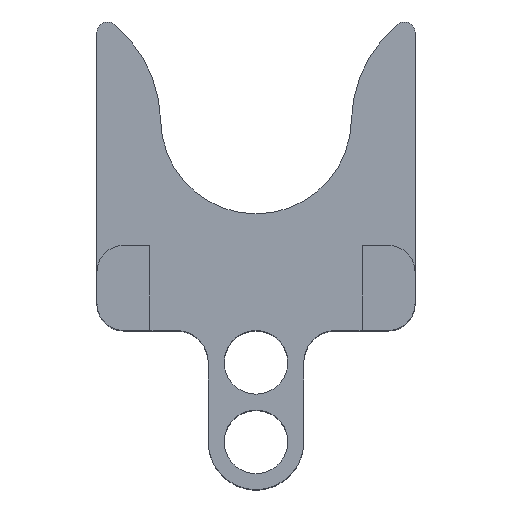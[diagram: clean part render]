
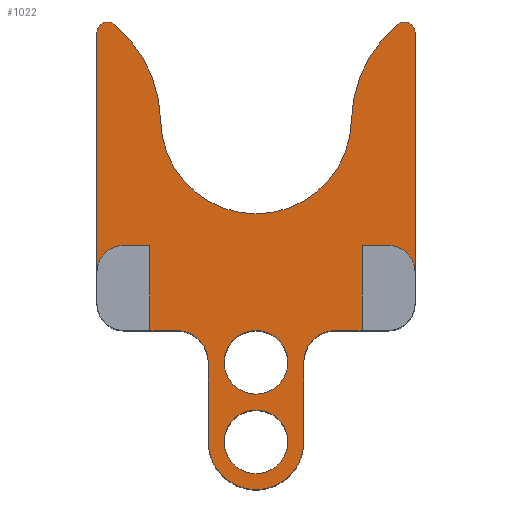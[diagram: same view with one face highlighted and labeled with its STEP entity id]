
A CAD part, top view. The second image highlights one B-rep face of the part: STEP entity #1022.
In plain terms, the highlighted planar face has unit normal (0, 0, 1).
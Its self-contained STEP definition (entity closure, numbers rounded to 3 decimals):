
#18=FACE_BOUND('',#139,.T.);
#19=FACE_BOUND('',#140,.T.);
#34=PLANE('',#1112);
#86=FACE_OUTER_BOUND('',#138,.T.);
#138=EDGE_LOOP('',(#833,#834,#835,#836,#837,#838,#839,#840,#841,#842,#843,
#844,#845,#846,#847,#848,#849,#850,#851,#852,#853,#854));
#139=EDGE_LOOP('',(#855));
#140=EDGE_LOOP('',(#856));
#174=LINE('',#1599,#253);
#204=LINE('',#1780,#283);
#210=LINE('',#1793,#289);
#218=LINE('',#1828,#297);
#223=LINE('',#1838,#302);
#224=LINE('',#1840,#303);
#225=LINE('',#1847,#304);
#226=LINE('',#1848,#305);
#253=VECTOR('',#1213,10.);
#283=VECTOR('',#1291,10.);
#289=VECTOR('',#1301,10.);
#297=VECTOR('',#1337,10.);
#302=VECTOR('',#1348,10.);
#303=VECTOR('',#1351,10.);
#304=VECTOR('',#1360,10.);
#305=VECTOR('',#1361,10.);
#321=CIRCLE('',#1047,300.);
#323=CIRCLE('',#1050,4.5);
#325=CIRCLE('',#1053,300.);
#328=CIRCLE('',#1057,4.5);
#329=CIRCLE('',#1059,3.);
#336=CIRCLE('',#1070,2.5);
#348=CIRCLE('',#1089,2.5);
#362=CIRCLE('',#1113,3.);
#363=CIRCLE('',#1114,4.5);
#364=CIRCLE('',#1115,3.);
#365=CIRCLE('',#1116,1.);
#366=CIRCLE('',#1117,12.);
#367=CIRCLE('',#1118,9.);
#368=CIRCLE('',#1119,12.);
#369=CIRCLE('',#1120,1.);
#370=CIRCLE('',#1121,3.);
#384=VERTEX_POINT('',#1459);
#385=VERTEX_POINT('',#1460);
#388=VERTEX_POINT('',#1468);
#390=VERTEX_POINT('',#1474);
#391=VERTEX_POINT('',#1475);
#394=VERTEX_POINT('',#1486);
#408=VERTEX_POINT('',#1596);
#409=VERTEX_POINT('',#1598);
#414=VERTEX_POINT('',#1610);
#449=VERTEX_POINT('',#1768);
#450=VERTEX_POINT('',#1770);
#453=VERTEX_POINT('',#1778);
#457=VERTEX_POINT('',#1790);
#458=VERTEX_POINT('',#1792);
#470=VERTEX_POINT('',#1825);
#471=VERTEX_POINT('',#1827);
#473=VERTEX_POINT('',#1836);
#474=VERTEX_POINT('',#1843);
#475=VERTEX_POINT('',#1846);
#476=VERTEX_POINT('',#1849);
#477=VERTEX_POINT('',#1851);
#478=VERTEX_POINT('',#1853);
#479=VERTEX_POINT('',#1855);
#480=VERTEX_POINT('',#1858);
#490=EDGE_CURVE('',#384,#385,#321,.T.);
#494=EDGE_CURVE('',#388,#385,#323,.T.);
#497=EDGE_CURVE('',#390,#391,#325,.T.);
#502=EDGE_CURVE('',#384,#391,#328,.T.);
#503=EDGE_CURVE('',#394,#394,#329,.T.);
#523=EDGE_CURVE('',#409,#408,#174,.T.);
#530=EDGE_CURVE('',#414,#408,#336,.F.);
#572=EDGE_CURVE('',#449,#450,#348,.F.);
#577=EDGE_CURVE('',#449,#453,#204,.T.);
#583=EDGE_CURVE('',#458,#457,#210,.T.);
#602=EDGE_CURVE('',#471,#470,#218,.T.);
#608=EDGE_CURVE('',#414,#473,#223,.T.);
#609=EDGE_CURVE('',#473,#458,#224,.T.);
#610=EDGE_CURVE('',#388,#457,#362,.T.);
#611=EDGE_CURVE('',#390,#474,#363,.T.);
#612=EDGE_CURVE('',#471,#474,#364,.T.);
#613=EDGE_CURVE('',#470,#475,#225,.T.);
#614=EDGE_CURVE('',#475,#450,#226,.T.);
#615=EDGE_CURVE('',#476,#453,#365,.T.);
#616=EDGE_CURVE('',#477,#476,#366,.T.);
#617=EDGE_CURVE('',#477,#478,#367,.T.);
#618=EDGE_CURVE('',#479,#478,#368,.T.);
#619=EDGE_CURVE('',#409,#479,#369,.T.);
#620=EDGE_CURVE('',#480,#480,#370,.T.);
#833=ORIENTED_EDGE('',*,*,#608,.T.);
#834=ORIENTED_EDGE('',*,*,#609,.T.);
#835=ORIENTED_EDGE('',*,*,#583,.T.);
#836=ORIENTED_EDGE('',*,*,#610,.F.);
#837=ORIENTED_EDGE('',*,*,#494,.T.);
#838=ORIENTED_EDGE('',*,*,#490,.F.);
#839=ORIENTED_EDGE('',*,*,#502,.T.);
#840=ORIENTED_EDGE('',*,*,#497,.F.);
#841=ORIENTED_EDGE('',*,*,#611,.T.);
#842=ORIENTED_EDGE('',*,*,#612,.F.);
#843=ORIENTED_EDGE('',*,*,#602,.T.);
#844=ORIENTED_EDGE('',*,*,#613,.T.);
#845=ORIENTED_EDGE('',*,*,#614,.T.);
#846=ORIENTED_EDGE('',*,*,#572,.F.);
#847=ORIENTED_EDGE('',*,*,#577,.T.);
#848=ORIENTED_EDGE('',*,*,#615,.F.);
#849=ORIENTED_EDGE('',*,*,#616,.F.);
#850=ORIENTED_EDGE('',*,*,#617,.T.);
#851=ORIENTED_EDGE('',*,*,#618,.F.);
#852=ORIENTED_EDGE('',*,*,#619,.F.);
#853=ORIENTED_EDGE('',*,*,#523,.T.);
#854=ORIENTED_EDGE('',*,*,#530,.F.);
#855=ORIENTED_EDGE('',*,*,#503,.T.);
#856=ORIENTED_EDGE('',*,*,#620,.F.);
#1022=ADVANCED_FACE('',(#86,#18,#19),#34,.T.);
#1047=AXIS2_PLACEMENT_3D('',#1461,#1160,#1161);
#1050=AXIS2_PLACEMENT_3D('',#1469,#1168,#1169);
#1053=AXIS2_PLACEMENT_3D('',#1476,#1175,#1176);
#1057=AXIS2_PLACEMENT_3D('',#1484,#1185,#1186);
#1059=AXIS2_PLACEMENT_3D('',#1487,#1189,#1190);
#1070=AXIS2_PLACEMENT_3D('',#1612,#1223,#1224);
#1089=AXIS2_PLACEMENT_3D('',#1771,#1282,#1283);
#1112=AXIS2_PLACEMENT_3D('',#1841,#1352,#1353);
#1113=AXIS2_PLACEMENT_3D('',#1842,#1354,#1355);
#1114=AXIS2_PLACEMENT_3D('',#1844,#1356,#1357);
#1115=AXIS2_PLACEMENT_3D('',#1845,#1358,#1359);
#1116=AXIS2_PLACEMENT_3D('',#1850,#1362,#1363);
#1117=AXIS2_PLACEMENT_3D('',#1852,#1364,#1365);
#1118=AXIS2_PLACEMENT_3D('',#1854,#1366,#1367);
#1119=AXIS2_PLACEMENT_3D('',#1856,#1368,#1369);
#1120=AXIS2_PLACEMENT_3D('',#1857,#1370,#1371);
#1121=AXIS2_PLACEMENT_3D('',#1859,#1372,#1373);
#1160=DIRECTION('center_axis',(0.,0.,1.));
#1161=DIRECTION('ref_axis',(1.,0.,0.));
#1168=DIRECTION('center_axis',(0.,0.,1.));
#1169=DIRECTION('ref_axis',(-0.745,0.667,0.));
#1175=DIRECTION('center_axis',(0.,0.,1.));
#1176=DIRECTION('ref_axis',(-1.,0.,0.));
#1185=DIRECTION('center_axis',(0.,0.,1.));
#1186=DIRECTION('ref_axis',(-0.553,0.833,0.));
#1189=DIRECTION('center_axis',(0.,0.,-1.));
#1190=DIRECTION('ref_axis',(-1.,0.,0.));
#1213=DIRECTION('',(0.,-1.,0.));
#1223=DIRECTION('center_axis',(0.,0.,-1.));
#1224=DIRECTION('ref_axis',(-0.707,0.707,0.));
#1282=DIRECTION('center_axis',(0.,0.,-1.));
#1283=DIRECTION('ref_axis',(0.707,0.707,0.));
#1291=DIRECTION('',(0.,1.,0.));
#1301=DIRECTION('',(1.,0.,0.));
#1337=DIRECTION('',(1.,0.,0.));
#1348=DIRECTION('',(1.,0.,0.));
#1351=DIRECTION('',(0.,-1.,0.));
#1352=DIRECTION('center_axis',(0.,0.,1.));
#1353=DIRECTION('ref_axis',(1.,0.,0.));
#1354=DIRECTION('center_axis',(0.,0.,1.));
#1355=DIRECTION('ref_axis',(0.707,0.707,0.));
#1356=DIRECTION('center_axis',(0.,0.,1.));
#1357=DIRECTION('ref_axis',(0.,-1.,0.));
#1358=DIRECTION('center_axis',(0.,0.,1.));
#1359=DIRECTION('ref_axis',(-0.707,0.707,0.));
#1360=DIRECTION('',(0.,1.,0.));
#1361=DIRECTION('',(1.,0.,0.));
#1362=DIRECTION('center_axis',(0.,0.,-1.));
#1363=DIRECTION('ref_axis',(0.427,0.904,0.));
#1364=DIRECTION('center_axis',(0.,0.,-1.));
#1365=DIRECTION('ref_axis',(-1.,0.019,0.));
#1366=DIRECTION('center_axis',(0.,0.,-1.));
#1367=DIRECTION('ref_axis',(-1.,0.,0.));
#1368=DIRECTION('center_axis',(0.,0.,-1.));
#1369=DIRECTION('ref_axis',(1.,0.019,0.));
#1370=DIRECTION('center_axis',(0.,0.,-1.));
#1371=DIRECTION('ref_axis',(-0.427,0.904,0.));
#1372=DIRECTION('center_axis',(0.,0.,1.));
#1373=DIRECTION('ref_axis',(-1.,0.,0.));
#1459=CARTESIAN_POINT('',(-28.637,24.264,26.));
#1460=CARTESIAN_POINT('',(-28.637,31.653,26.));
#1461=CARTESIAN_POINT('Origin',(-328.615,27.959,26.));
#1468=CARTESIAN_POINT('',(-28.638,31.709,26.));
#1469=CARTESIAN_POINT('Origin',(-24.138,31.709,26.));
#1474=CARTESIAN_POINT('',(-19.638,31.653,26.));
#1475=CARTESIAN_POINT('',(-19.638,24.264,26.));
#1476=CARTESIAN_POINT('Origin',(280.339,27.959,26.));
#1484=CARTESIAN_POINT('Origin',(-24.138,24.209,26.));
#1486=CARTESIAN_POINT('',(-21.138,24.209,26.));
#1487=CARTESIAN_POINT('Origin',(-24.138,24.209,26.));
#1596=CARTESIAN_POINT('',(-39.138,40.209,26.));
#1598=CARTESIAN_POINT('',(-39.138,62.803,26.));
#1599=CARTESIAN_POINT('',(-39.138,34.709,26.));
#1610=CARTESIAN_POINT('',(-36.638,42.709,26.));
#1612=CARTESIAN_POINT('Origin',(-36.638,40.209,26.));
#1768=CARTESIAN_POINT('',(-9.138,40.209,26.));
#1770=CARTESIAN_POINT('',(-11.638,42.709,26.));
#1771=CARTESIAN_POINT('Origin',(-11.638,40.209,26.));
#1778=CARTESIAN_POINT('',(-9.138,62.803,26.));
#1780=CARTESIAN_POINT('',(-9.138,64.709,26.));
#1790=CARTESIAN_POINT('',(-31.638,34.709,26.));
#1792=CARTESIAN_POINT('',(-34.138,34.709,26.));
#1793=CARTESIAN_POINT('',(-9.138,34.709,26.));
#1825=CARTESIAN_POINT('',(-14.138,34.709,26.));
#1827=CARTESIAN_POINT('',(-16.638,34.709,26.));
#1828=CARTESIAN_POINT('',(-9.138,34.709,26.));
#1836=CARTESIAN_POINT('',(-34.138,42.709,26.));
#1838=CARTESIAN_POINT('',(-29.138,42.709,26.));
#1840=CARTESIAN_POINT('',(-34.138,42.209,26.));
#1841=CARTESIAN_POINT('Origin',(-24.138,49.709,26.));
#1842=CARTESIAN_POINT('Origin',(-31.638,31.709,26.));
#1843=CARTESIAN_POINT('',(-19.638,31.709,26.));
#1844=CARTESIAN_POINT('Origin',(-24.138,31.709,26.));
#1845=CARTESIAN_POINT('Origin',(-16.638,31.709,26.));
#1846=CARTESIAN_POINT('',(-14.138,42.709,26.));
#1847=CARTESIAN_POINT('',(-14.138,46.209,26.));
#1848=CARTESIAN_POINT('',(-16.638,42.709,26.));
#1849=CARTESIAN_POINT('',(-10.774,63.574,26.));
#1850=CARTESIAN_POINT('Origin',(-10.138,62.803,26.));
#1851=CARTESIAN_POINT('',(-15.139,54.54,26.));
#1852=CARTESIAN_POINT('Origin',(-3.142,54.314,26.));
#1853=CARTESIAN_POINT('',(-33.136,54.54,26.));
#1854=CARTESIAN_POINT('Origin',(-24.138,54.709,26.));
#1855=CARTESIAN_POINT('',(-37.502,63.574,26.));
#1856=CARTESIAN_POINT('Origin',(-45.134,54.314,26.));
#1857=CARTESIAN_POINT('Origin',(-38.138,62.803,26.));
#1858=CARTESIAN_POINT('',(-21.138,31.709,26.));
#1859=CARTESIAN_POINT('Origin',(-24.138,31.709,26.));
